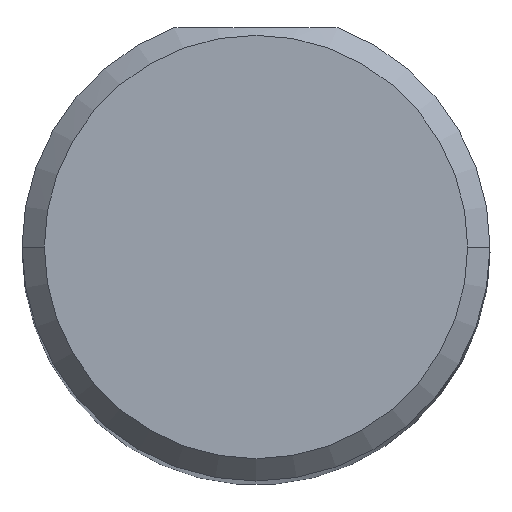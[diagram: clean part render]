
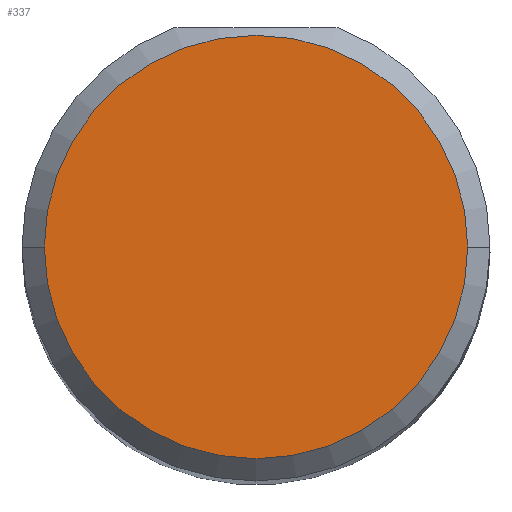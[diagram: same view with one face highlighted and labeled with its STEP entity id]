
A CAD part, top view. The second image highlights one B-rep face of the part: STEP entity #337.
In plain terms, the highlighted planar face has unit normal (0, 0, 1).
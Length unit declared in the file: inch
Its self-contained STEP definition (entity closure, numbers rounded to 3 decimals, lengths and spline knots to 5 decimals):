
#40 = ORIENTED_EDGE ( 'NONE', *, *, #414, .T. ) ;
#53 = CIRCLE ( 'NONE', #395, 0.14248 ) ;
#60 = CARTESIAN_POINT ( 'NONE',  ( 0., 0., 2.48032 ) ) ;
#70 = CARTESIAN_POINT ( 'NONE',  ( 0., 0., 2.48032 ) ) ;
#79 = DIRECTION ( 'NONE',  ( 1., 0., 0. ) ) ;
#158 = FACE_OUTER_BOUND ( 'NONE', #244, .T. ) ;
#175 = DIRECTION ( 'NONE',  ( 1., 0., 0. ) ) ;
#244 = EDGE_LOOP ( 'NONE', ( #40, #391 ) ) ;
#265 = DIRECTION ( 'NONE',  ( 0., 0., 1. ) ) ;
#271 = DIRECTION ( 'NONE',  ( 0., 0., 1. ) ) ;
#274 = CARTESIAN_POINT ( 'NONE',  ( -0.14248, 0., 2.48032 ) ) ;
#318 = PLANE ( 'NONE',  #424 ) ;
#337 = ADVANCED_FACE ( 'NONE', ( #158 ), #318, .T. ) ;
#339 = VERTEX_POINT ( 'NONE', #408 ) ;
#352 = AXIS2_PLACEMENT_3D ( 'NONE', #70, #271, #468 ) ;
#381 = EDGE_CURVE ( 'NONE', #339, #400, #53, .T. ) ;
#391 = ORIENTED_EDGE ( 'NONE', *, *, #381, .T. ) ;
#393 = CIRCLE ( 'NONE', #352, 0.14248 ) ;
#395 = AXIS2_PLACEMENT_3D ( 'NONE', #60, #265, #175 ) ;
#400 = VERTEX_POINT ( 'NONE', #274 ) ;
#408 = CARTESIAN_POINT ( 'NONE',  ( 0.14248, 0., 2.48032 ) ) ;
#414 = EDGE_CURVE ( 'NONE', #400, #339, #393, .T. ) ;
#424 = AXIS2_PLACEMENT_3D ( 'NONE', #489, #449, #79 ) ;
#449 = DIRECTION ( 'NONE',  ( 0., 0., 1. ) ) ;
#468 = DIRECTION ( 'NONE',  ( 1., 0., 0. ) ) ;
#489 = CARTESIAN_POINT ( 'NONE',  ( 0., 0., 2.48032 ) ) ;
